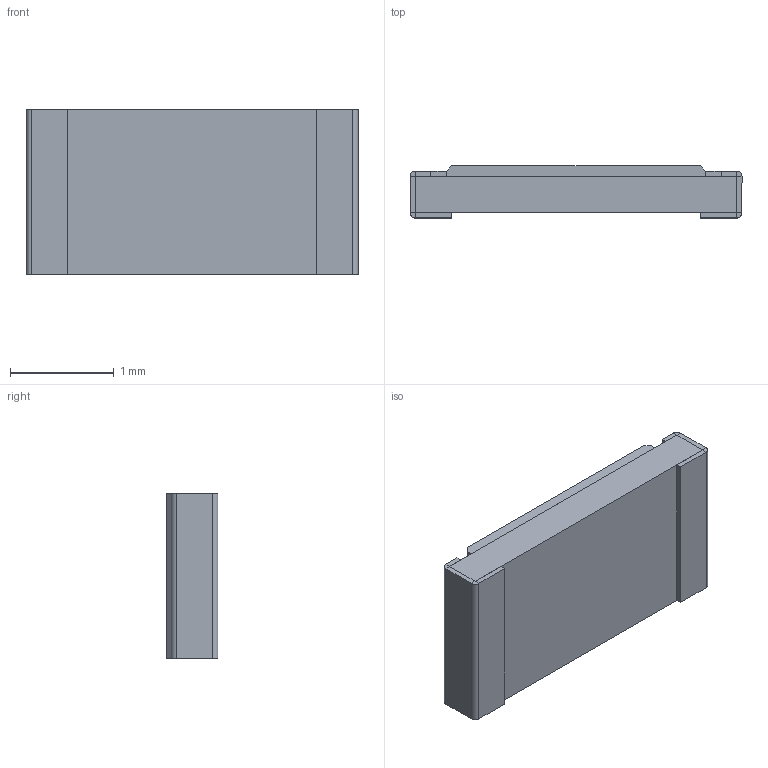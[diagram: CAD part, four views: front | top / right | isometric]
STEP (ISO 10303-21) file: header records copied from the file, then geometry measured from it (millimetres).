
FILE_DESCRIPTION (( 'STEP AP214' ), '1' );
FILE_NAME ('CR1206-Body.STEP', '2023-12-20T07:19:56', ( '' ), ( '' ), 'SwSTEP 2.0', 'SolidWorks 2023', '' );
FILE_SCHEMA (( 'AUTOMOTIVE_DESIGN' ));
Length unit declared in the file: millimetre
Products named in the file (1): CR1206-Body
Bounding box: 3.2 x 0.5 x 1.6 mm (x, y, z)
Volume: 2.3 mm3; surface area: 29.3 mm2
Topology: 4 solids, 4 shells, 62 faces, 130 edges, 76 vertices
Faces by surface type: plane 58, cylinder 4
Entity records: 2318 total; most frequent: CARTESIAN_POINT 269, DIRECTION 264, ORIENTED_EDGE 260, EDGE_CURVE 130, LINE 122, VECTOR 122, VERTEX_POINT 76, AXIS2_PLACEMENT_3D 71
